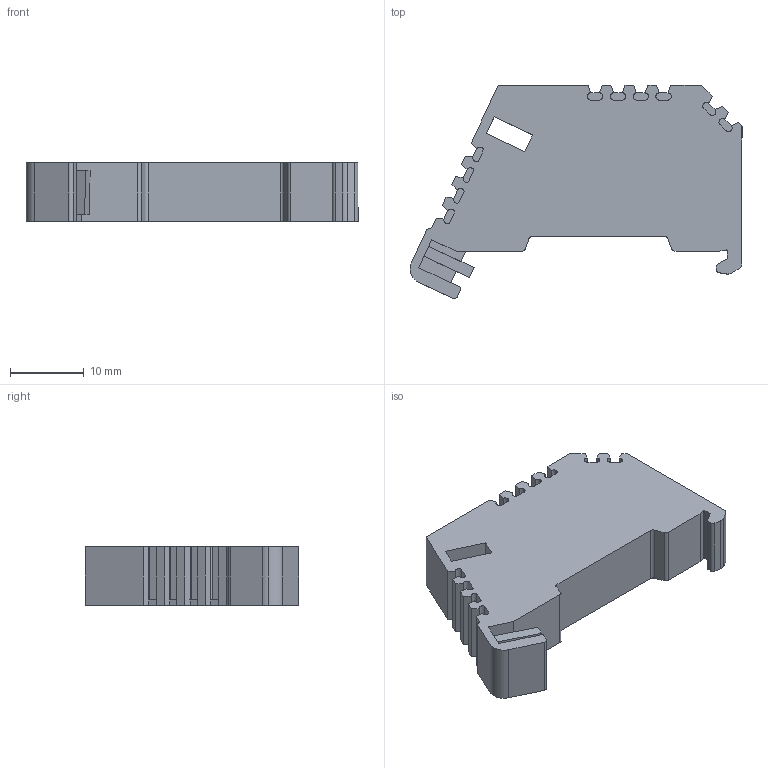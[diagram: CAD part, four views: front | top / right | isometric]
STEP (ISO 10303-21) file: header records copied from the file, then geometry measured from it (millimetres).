
FILE_DESCRIPTION (( 'STEP AP214' ), '1' );
FILE_NAME ('495040_KD3_Beige.STP', '2013-11-18T07:16:43', ( 'arge' ), ( 'Microsoft' ), 'SwSTEP 2.0', 'SolidWorks 2013', '' );
FILE_SCHEMA (( 'AUTOMOTIVE_DESIGN' ));
Length unit declared in the file: millimetre
Products named in the file (1): 495040_KD3_Beige
Bounding box: 45.1 x 28.94 x 8 mm (x, y, z)
Volume: 6266 mm3; surface area: 3463 mm2
Topology: 1 solids, 1 shells, 161 faces, 457 edges, 298 vertices
Faces by surface type: plane 116, cylinder 45
Entity records: 5225 total; most frequent: CARTESIAN_POINT 923, ORIENTED_EDGE 914, DIRECTION 867, EDGE_CURVE 457, VECTOR 367, LINE 367, VERTEX_POINT 298, AXIS2_PLACEMENT_3D 250
